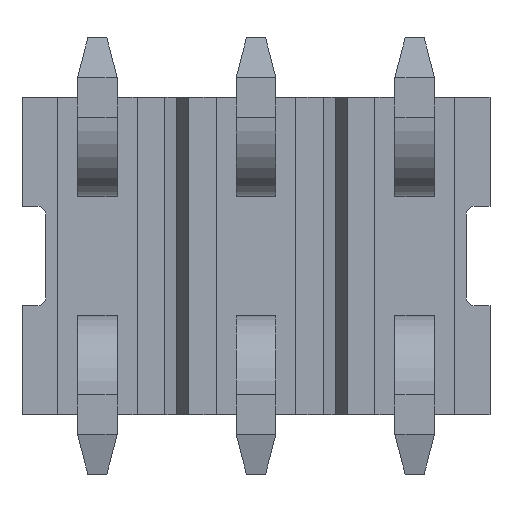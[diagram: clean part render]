
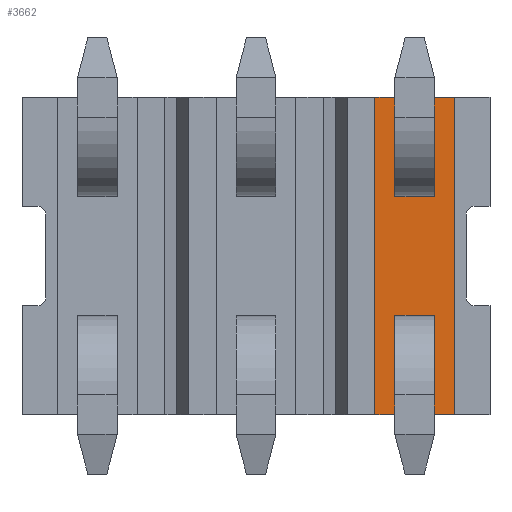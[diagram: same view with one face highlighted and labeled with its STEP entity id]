
A CAD part, front view. The second image highlights one B-rep face of the part: STEP entity #3662.
In plain terms, the highlighted planar face has unit normal (0, -1, 0).
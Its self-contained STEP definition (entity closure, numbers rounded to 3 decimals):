
#93=DIRECTION('',(-1.,0.,0.));
#94=VECTOR('',#93,1.);
#95=CARTESIAN_POINT('',(2.5,-0.625,-2.));
#96=LINE('',#95,#94);
#329=DIRECTION('',(-1.,0.,0.));
#330=VECTOR('',#329,1.);
#331=CARTESIAN_POINT('',(2.5,-0.625,2.));
#332=LINE('',#331,#330);
#765=DIRECTION('',(0.,0.,-1.));
#766=VECTOR('',#765,4.);
#767=CARTESIAN_POINT('',(2.5,-0.625,2.));
#768=LINE('',#767,#766);
#769=DIRECTION('',(1.,0.,0.));
#770=VECTOR('',#769,0.5);
#771=CARTESIAN_POINT('',(1.75,-0.625,-0.75));
#772=LINE('',#771,#770);
#773=DIRECTION('',(0.,0.,1.));
#774=VECTOR('',#773,0.5);
#775=CARTESIAN_POINT('',(1.75,-0.625,-1.25));
#776=LINE('',#775,#774);
#777=DIRECTION('',(1.,0.,0.));
#778=VECTOR('',#777,0.5);
#779=CARTESIAN_POINT('',(1.75,-0.625,-1.25));
#780=LINE('',#779,#778);
#781=DIRECTION('',(0.,0.,1.));
#782=VECTOR('',#781,0.5);
#783=CARTESIAN_POINT('',(2.25,-0.625,-1.25));
#784=LINE('',#783,#782);
#785=DIRECTION('',(1.,0.,0.));
#786=VECTOR('',#785,0.5);
#787=CARTESIAN_POINT('',(1.75,-0.625,1.25));
#788=LINE('',#787,#786);
#789=DIRECTION('',(0.,0.,1.));
#790=VECTOR('',#789,0.5);
#791=CARTESIAN_POINT('',(1.75,-0.625,0.75));
#792=LINE('',#791,#790);
#793=DIRECTION('',(1.,0.,0.));
#794=VECTOR('',#793,0.5);
#795=CARTESIAN_POINT('',(1.75,-0.625,0.75));
#796=LINE('',#795,#794);
#797=DIRECTION('',(0.,0.,1.));
#798=VECTOR('',#797,0.5);
#799=CARTESIAN_POINT('',(2.25,-0.625,0.75));
#800=LINE('',#799,#798);
#801=DIRECTION('',(0.,0.,-1.));
#802=VECTOR('',#801,4.);
#803=CARTESIAN_POINT('',(1.5,-0.625,2.));
#804=LINE('',#803,#802);
#2122=CARTESIAN_POINT('',(2.5,-0.625,-2.));
#2124=VERTEX_POINT('',#2122);
#2125=CARTESIAN_POINT('',(1.5,-0.625,-2.));
#2126=VERTEX_POINT('',#2125);
#2138=CARTESIAN_POINT('',(2.5,-0.625,2.));
#2140=VERTEX_POINT('',#2138);
#2141=CARTESIAN_POINT('',(1.5,-0.625,2.));
#2142=VERTEX_POINT('',#2141);
#2201=CARTESIAN_POINT('',(1.75,-0.625,-0.75));
#2202=VERTEX_POINT('',#2201);
#2203=CARTESIAN_POINT('',(1.75,-0.625,-1.25));
#2204=VERTEX_POINT('',#2203);
#2205=CARTESIAN_POINT('',(1.75,-0.625,1.25));
#2206=VERTEX_POINT('',#2205);
#2207=CARTESIAN_POINT('',(1.75,-0.625,0.75));
#2208=VERTEX_POINT('',#2207);
#2209=CARTESIAN_POINT('',(2.25,-0.625,-0.75));
#2210=VERTEX_POINT('',#2209);
#2211=CARTESIAN_POINT('',(2.25,-0.625,-1.25));
#2212=VERTEX_POINT('',#2211);
#2213=CARTESIAN_POINT('',(2.25,-0.625,1.25));
#2214=VERTEX_POINT('',#2213);
#2215=CARTESIAN_POINT('',(2.25,-0.625,0.75));
#2216=VERTEX_POINT('',#2215);
#3630=CARTESIAN_POINT('',(2.5,-0.625,2.));
#3631=DIRECTION('',(0.,1.,0.));
#3632=DIRECTION('',(-1.,0.,0.));
#3633=AXIS2_PLACEMENT_3D('',#3630,#3631,#3632);
#3634=PLANE('',#3633);
#3635=ORIENTED_EDGE('',*,*,#2788,.T.);
#3637=ORIENTED_EDGE('',*,*,#3636,.F.);
#3638=ORIENTED_EDGE('',*,*,#3012,.F.);
#3639=ORIENTED_EDGE('',*,*,#3623,.T.);
#3640=EDGE_LOOP('',(#3635,#3637,#3638,#3639));
#3641=FACE_OUTER_BOUND('',#3640,.F.);
#3643=ORIENTED_EDGE('',*,*,#3642,.F.);
#3645=ORIENTED_EDGE('',*,*,#3644,.F.);
#3647=ORIENTED_EDGE('',*,*,#3646,.T.);
#3649=ORIENTED_EDGE('',*,*,#3648,.T.);
#3650=EDGE_LOOP('',(#3643,#3645,#3647,#3649));
#3651=FACE_BOUND('',#3650,.F.);
#3653=ORIENTED_EDGE('',*,*,#3652,.F.);
#3655=ORIENTED_EDGE('',*,*,#3654,.F.);
#3657=ORIENTED_EDGE('',*,*,#3656,.T.);
#3659=ORIENTED_EDGE('',*,*,#3658,.T.);
#3660=EDGE_LOOP('',(#3653,#3655,#3657,#3659));
#3661=FACE_BOUND('',#3660,.F.);
#3662=ADVANCED_FACE('',(#3641,#3651,#3661),#3634,.F.);
#2788=EDGE_CURVE('',#2124,#2126,#96,.T.);
#3012=EDGE_CURVE('',#2140,#2142,#332,.T.);
#3623=EDGE_CURVE('',#2140,#2124,#768,.T.);
#3636=EDGE_CURVE('',#2142,#2126,#804,.T.);
#3642=EDGE_CURVE('',#2202,#2210,#772,.T.);
#3644=EDGE_CURVE('',#2204,#2202,#776,.T.);
#3646=EDGE_CURVE('',#2204,#2212,#780,.T.);
#3648=EDGE_CURVE('',#2212,#2210,#784,.T.);
#3652=EDGE_CURVE('',#2206,#2214,#788,.T.);
#3654=EDGE_CURVE('',#2208,#2206,#792,.T.);
#3656=EDGE_CURVE('',#2208,#2216,#796,.T.);
#3658=EDGE_CURVE('',#2216,#2214,#800,.T.);
